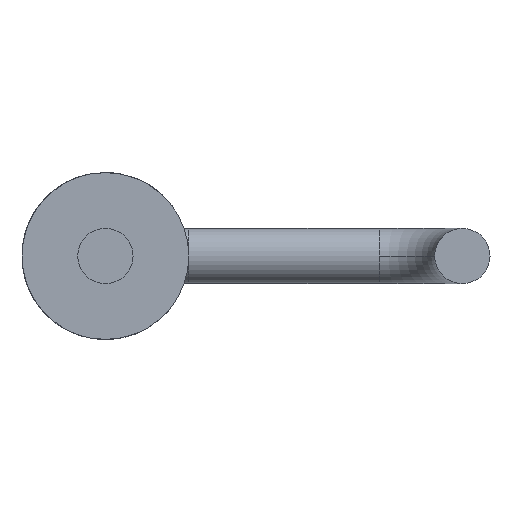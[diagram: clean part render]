
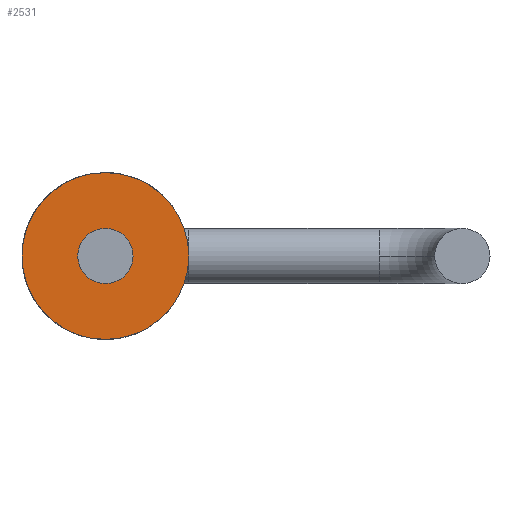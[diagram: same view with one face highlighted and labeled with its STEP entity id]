
A CAD part, front view. The second image highlights one B-rep face of the part: STEP entity #2531.
In plain terms, the highlighted planar face has unit normal (0, -1, 0).
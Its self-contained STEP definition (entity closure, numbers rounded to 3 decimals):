
#93 = DIRECTION ( 'NONE',  ( 0., 0., 1. ) ) ;
#252 = DIRECTION ( 'NONE',  ( 0., -1., 0. ) ) ;
#305 = ORIENTED_EDGE ( 'NONE', *, *, #3705, .F. ) ;
#349 = ORIENTED_EDGE ( 'NONE', *, *, #2208, .F. ) ;
#572 = VERTEX_POINT ( 'NONE', #2669 ) ;
#892 = VERTEX_POINT ( 'NONE', #2023 ) ;
#1100 = AXIS2_PLACEMENT_3D ( 'NONE', #3737, #252, #1956 ) ;
#1119 = FACE_BOUND ( 'NONE', #4841, .T. ) ;
#1599 = PLANE ( 'NONE',  #5515 ) ;
#1729 = CIRCLE ( 'NONE', #3800, 0.394 ) ;
#1956 = DIRECTION ( 'NONE',  ( 0., 0., 1. ) ) ;
#2023 = CARTESIAN_POINT ( 'NONE',  ( 0., 1., -1.188 ) ) ;
#2208 = EDGE_CURVE ( 'NONE', #572, #4283, #1729, .T. ) ;
#2250 = CARTESIAN_POINT ( 'NONE',  ( 0., 1., 0. ) ) ;
#2407 = CARTESIAN_POINT ( 'NONE',  ( 0., 1., 0. ) ) ;
#2460 = FACE_OUTER_BOUND ( 'NONE', #4851, .T. ) ;
#2531 = ADVANCED_FACE ( 'NONE', ( #1119, #2460 ), #1599, .F. ) ;
#2669 = CARTESIAN_POINT ( 'NONE',  ( 0.394, 1., 0. ) ) ;
#2869 = EDGE_CURVE ( 'NONE', #4283, #572, #2940, .T. ) ;
#2872 = DIRECTION ( 'NONE',  ( 0., 1., 0. ) ) ;
#2902 = DIRECTION ( 'NONE',  ( 0., -1., 0. ) ) ;
#2940 = CIRCLE ( 'NONE', #1100, 0.394 ) ;
#2960 = EDGE_CURVE ( 'NONE', #5318, #892, #5348, .T. ) ;
#3094 = CARTESIAN_POINT ( 'NONE',  ( 0., 1., 1.188 ) ) ;
#3595 = ORIENTED_EDGE ( 'NONE', *, *, #2960, .F. ) ;
#3705 = EDGE_CURVE ( 'NONE', #892, #5318, #4622, .T. ) ;
#3737 = CARTESIAN_POINT ( 'NONE',  ( 0., 1., 0. ) ) ;
#3775 = CARTESIAN_POINT ( 'NONE',  ( 0., 1., 0. ) ) ;
#3800 = AXIS2_PLACEMENT_3D ( 'NONE', #3775, #2902, #5483 ) ;
#3919 = CARTESIAN_POINT ( 'NONE',  ( -0.394, 1., 0. ) ) ;
#3956 = DIRECTION ( 'NONE',  ( 0., 1., 0. ) ) ;
#4132 = DIRECTION ( 'NONE',  ( 0., 0., 1. ) ) ;
#4144 = ORIENTED_EDGE ( 'NONE', *, *, #2869, .F. ) ;
#4283 = VERTEX_POINT ( 'NONE', #3919 ) ;
#4361 = DIRECTION ( 'NONE',  ( 0., 1., 0. ) ) ;
#4409 = DIRECTION ( 'NONE',  ( 0., 0., 1. ) ) ;
#4437 = AXIS2_PLACEMENT_3D ( 'NONE', #4832, #3956, #93 ) ;
#4622 = CIRCLE ( 'NONE', #4437, 1.188 ) ;
#4832 = CARTESIAN_POINT ( 'NONE',  ( 0., 1., 0. ) ) ;
#4841 = EDGE_LOOP ( 'NONE', ( #349, #4144 ) ) ;
#4851 = EDGE_LOOP ( 'NONE', ( #305, #3595 ) ) ;
#4905 = AXIS2_PLACEMENT_3D ( 'NONE', #2250, #4361, #4409 ) ;
#5318 = VERTEX_POINT ( 'NONE', #3094 ) ;
#5348 = CIRCLE ( 'NONE', #4905, 1.188 ) ;
#5483 = DIRECTION ( 'NONE',  ( 0., 0., 1. ) ) ;
#5515 = AXIS2_PLACEMENT_3D ( 'NONE', #2407, #2872, #4132 ) ;
